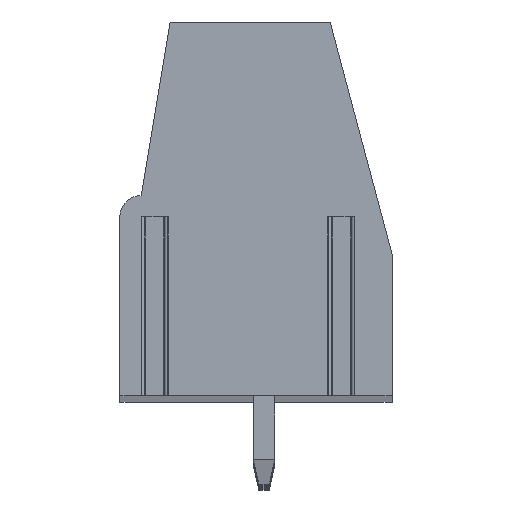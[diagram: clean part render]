
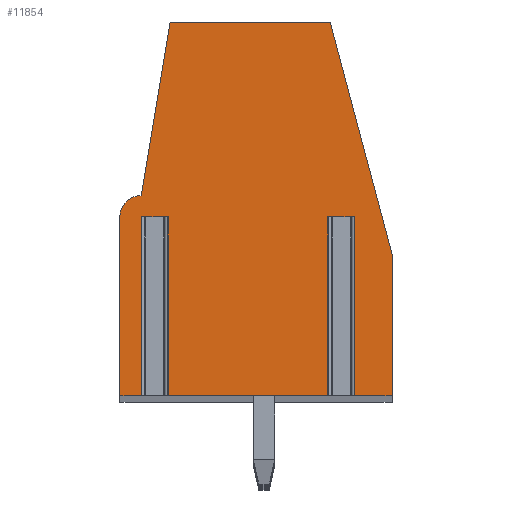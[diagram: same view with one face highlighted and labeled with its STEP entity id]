
A CAD part, top view. The second image highlights one B-rep face of the part: STEP entity #11854.
In plain terms, the highlighted planar face has unit normal (0, 0, 1).
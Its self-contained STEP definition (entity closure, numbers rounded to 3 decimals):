
#35=DIRECTION('',(1.,0.,0.));
#36=VECTOR('',#35,0.958);
#37=CARTESIAN_POINT('',(-3.979,1.095,131.25));
#38=LINE('',#37,#36);
#39=DIRECTION('',(0.,1.,0.));
#40=VECTOR('',#39,6.7);
#41=CARTESIAN_POINT('',(-3.979,-5.605,131.25));
#42=LINE('',#41,#40);
#43=DIRECTION('',(-1.,0.,0.));
#44=VECTOR('',#43,0.821);
#45=CARTESIAN_POINT('',(-3.979,-5.605,131.25));
#46=LINE('',#45,#44);
#47=DIRECTION('',(0.,1.,0.));
#48=VECTOR('',#47,6.7);
#49=CARTESIAN_POINT('',(-4.8,-5.605,131.25));
#50=LINE('',#49,#48);
#51=CARTESIAN_POINT('',(-4.,1.095,131.25));
#52=DIRECTION('',(0.,0.,-1.));
#53=DIRECTION('',(-1.,0.,0.));
#54=AXIS2_PLACEMENT_3D('',#51,#52,#53);
#56=DIRECTION('',(0.164,0.986,0.));
#57=VECTOR('',#56,6.589);
#58=CARTESIAN_POINT('',(-3.999,1.895,131.25));
#59=LINE('',#58,#57);
#60=DIRECTION('',(1.,0.,0.));
#61=VECTOR('',#60,6.);
#62=CARTESIAN_POINT('',(-2.92,8.395,131.25));
#63=LINE('',#62,#61);
#64=DIRECTION('',(0.258,-0.966,0.));
#65=VECTOR('',#64,9.004);
#66=CARTESIAN_POINT('',(3.08,8.395,131.25));
#67=LINE('',#66,#65);
#68=DIRECTION('',(0.,-1.,0.));
#69=VECTOR('',#68,5.3);
#70=CARTESIAN_POINT('',(5.4,-0.305,131.25));
#71=LINE('',#70,#69);
#72=DIRECTION('',(-1.,0.,0.));
#73=VECTOR('',#72,1.421);
#74=CARTESIAN_POINT('',(5.4,-5.605,131.25));
#75=LINE('',#74,#73);
#76=DIRECTION('',(0.,1.,0.));
#77=VECTOR('',#76,6.7);
#78=CARTESIAN_POINT('',(3.979,-5.605,131.25));
#79=LINE('',#78,#77);
#80=DIRECTION('',(1.,0.,0.));
#81=VECTOR('',#80,0.958);
#82=CARTESIAN_POINT('',(3.021,1.095,131.25));
#83=LINE('',#82,#81);
#84=DIRECTION('',(0.,1.,0.));
#85=VECTOR('',#84,6.7);
#86=CARTESIAN_POINT('',(3.021,-5.605,131.25));
#87=LINE('',#86,#85);
#88=DIRECTION('',(-1.,0.,0.));
#89=VECTOR('',#88,6.042);
#90=CARTESIAN_POINT('',(3.021,-5.605,131.25));
#91=LINE('',#90,#89);
#92=DIRECTION('',(0.,1.,0.));
#93=VECTOR('',#92,6.7);
#94=CARTESIAN_POINT('',(-3.021,-5.605,131.25));
#95=LINE('',#94,#93);
#9229=CARTESIAN_POINT('',(-3.999,1.895,131.25));
#9230=CARTESIAN_POINT('',(-2.92,8.395,131.25));
#9231=VERTEX_POINT('',#9229);
#9232=VERTEX_POINT('',#9230);
#9233=CARTESIAN_POINT('',(-4.8,1.095,131.25));
#9234=VERTEX_POINT('',#9233);
#9235=CARTESIAN_POINT('',(-4.8,-5.605,131.25));
#9236=VERTEX_POINT('',#9235);
#9237=CARTESIAN_POINT('',(5.4,-0.305,131.25));
#9238=CARTESIAN_POINT('',(5.4,-5.605,131.25));
#9239=VERTEX_POINT('',#9237);
#9240=VERTEX_POINT('',#9238);
#9241=CARTESIAN_POINT('',(3.08,8.395,131.25));
#9242=VERTEX_POINT('',#9241);
#9329=CARTESIAN_POINT('',(-3.979,1.095,131.25));
#9330=CARTESIAN_POINT('',(-3.021,1.095,131.25));
#9331=VERTEX_POINT('',#9329);
#9332=VERTEX_POINT('',#9330);
#9333=CARTESIAN_POINT('',(3.021,1.095,131.25));
#9334=CARTESIAN_POINT('',(3.979,1.095,131.25));
#9335=VERTEX_POINT('',#9333);
#9336=VERTEX_POINT('',#9334);
#9337=CARTESIAN_POINT('',(3.021,-5.605,131.25));
#9338=VERTEX_POINT('',#9337);
#9339=CARTESIAN_POINT('',(3.979,-5.605,131.25));
#9340=VERTEX_POINT('',#9339);
#9341=CARTESIAN_POINT('',(-3.979,-5.605,131.25));
#9342=VERTEX_POINT('',#9341);
#9343=CARTESIAN_POINT('',(-3.021,-5.605,131.25));
#9344=VERTEX_POINT('',#9343);
#11817=CARTESIAN_POINT('',(0.,0.,131.25));
#11818=DIRECTION('',(0.,0.,1.));
#11819=DIRECTION('',(1.,0.,0.));
#11820=AXIS2_PLACEMENT_3D('',#11817,#11818,#11819);
#11821=PLANE('',#11820);
#11823=ORIENTED_EDGE('',*,*,#11822,.F.);
#11825=ORIENTED_EDGE('',*,*,#11824,.F.);
#11827=ORIENTED_EDGE('',*,*,#11826,.T.);
#11829=ORIENTED_EDGE('',*,*,#11828,.T.);
#11831=ORIENTED_EDGE('',*,*,#11830,.T.);
#11833=ORIENTED_EDGE('',*,*,#11832,.T.);
#11835=ORIENTED_EDGE('',*,*,#11834,.T.);
#11837=ORIENTED_EDGE('',*,*,#11836,.T.);
#11839=ORIENTED_EDGE('',*,*,#11838,.T.);
#11841=ORIENTED_EDGE('',*,*,#11840,.T.);
#11843=ORIENTED_EDGE('',*,*,#11842,.T.);
#11845=ORIENTED_EDGE('',*,*,#11844,.F.);
#11847=ORIENTED_EDGE('',*,*,#11846,.F.);
#11849=ORIENTED_EDGE('',*,*,#11848,.T.);
#11851=ORIENTED_EDGE('',*,*,#11850,.T.);
#11852=EDGE_LOOP('',(#11823,#11825,#11827,#11829,#11831,#11833,#11835,#11837,
#11839,#11841,#11843,#11845,#11847,#11849,#11851));
#11853=FACE_OUTER_BOUND('',#11852,.F.);
#55=CIRCLE('',#54,0.8);
#11822=EDGE_CURVE('',#9331,#9332,#38,.T.);
#11824=EDGE_CURVE('',#9342,#9331,#42,.T.);
#11826=EDGE_CURVE('',#9342,#9236,#46,.T.);
#11828=EDGE_CURVE('',#9236,#9234,#50,.T.);
#11830=EDGE_CURVE('',#9234,#9231,#55,.T.);
#11832=EDGE_CURVE('',#9231,#9232,#59,.T.);
#11834=EDGE_CURVE('',#9232,#9242,#63,.T.);
#11836=EDGE_CURVE('',#9242,#9239,#67,.T.);
#11838=EDGE_CURVE('',#9239,#9240,#71,.T.);
#11840=EDGE_CURVE('',#9240,#9340,#75,.T.);
#11842=EDGE_CURVE('',#9340,#9336,#79,.T.);
#11844=EDGE_CURVE('',#9335,#9336,#83,.T.);
#11846=EDGE_CURVE('',#9338,#9335,#87,.T.);
#11848=EDGE_CURVE('',#9338,#9344,#91,.T.);
#11850=EDGE_CURVE('',#9344,#9332,#95,.T.);
#11854=ADVANCED_FACE('',(#11853),#11821,.T.);
